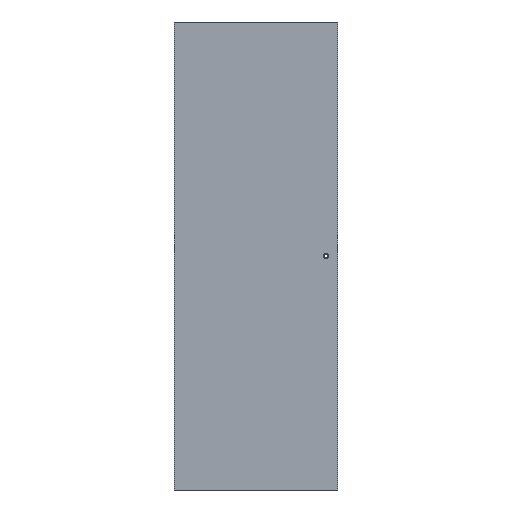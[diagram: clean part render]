
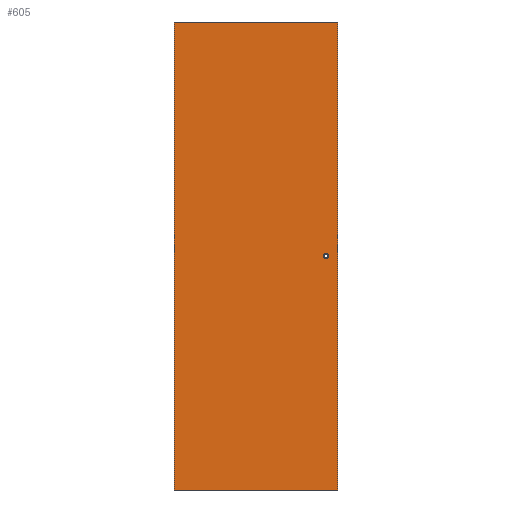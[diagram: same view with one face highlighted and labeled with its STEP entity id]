
A CAD part, left-side view. The second image highlights one B-rep face of the part: STEP entity #605.
In plain terms, the highlighted planar face has unit normal (-1, 0, 0).
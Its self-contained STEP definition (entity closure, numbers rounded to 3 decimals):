
#23 = EDGE_CURVE ( 'NONE', #635, #615, #1635, .T. ) ;
#29 = EDGE_CURVE ( 'NONE', #1118, #1118, #840, .T. ) ;
#30 = EDGE_CURVE ( 'NONE', #615, #619, #843, .T. ) ;
#31 = EDGE_CURVE ( 'NONE', #616, #619, #842, .T. ) ;
#32 = EDGE_CURVE ( 'NONE', #635, #616, #833, .T. ) ;
#181 = CARTESIAN_POINT ( 'NONE',  ( 0., 210., 1. ) ) ;
#187 = PLANE ( 'NONE',  #1129 ) ;
#192 = DIRECTION ( 'NONE',  ( 1., 0., 0. ) ) ;
#193 = DIRECTION ( 'NONE',  ( 0., 1., 0. ) ) ;
#206 = CARTESIAN_POINT ( 'NONE',  ( 0., 0., 1. ) ) ;
#214 = CARTESIAN_POINT ( 'NONE',  ( 0., 210., -599. ) ) ;
#216 = CARTESIAN_POINT ( 'NONE',  ( 0., 0., -599. ) ) ;
#232 = CARTESIAN_POINT ( 'NONE',  ( 0., 210., 1. ) ) ;
#417 = DIRECTION ( 'NONE',  ( 0., 0., -1. ) ) ;
#424 = CARTESIAN_POINT ( 'NONE',  ( 0., 210., 1. ) ) ;
#427 = CARTESIAN_POINT ( 'NONE',  ( 0., 210., -599. ) ) ;
#429 = CARTESIAN_POINT ( 'NONE',  ( 0., 0., 1. ) ) ;
#436 = CARTESIAN_POINT ( 'NONE',  ( 0., 15., -299. ) ) ;
#437 = DIRECTION ( 'NONE',  ( -1., 0., 0. ) ) ;
#438 = DIRECTION ( 'NONE',  ( 0., -1., 0. ) ) ;
#439 = DIRECTION ( 'NONE',  ( 0., -1., 0. ) ) ;
#440 = CARTESIAN_POINT ( 'NONE',  ( 0., 210., 1. ) ) ;
#442 = DIRECTION ( 'NONE',  ( 0., 0., -1. ) ) ;
#443 = DIRECTION ( 'NONE',  ( 0., -1., 0. ) ) ;
#605 = ADVANCED_FACE ( 'NONE', ( #1001, #1006 ), #187, .F. ) ;
#615 = VERTEX_POINT ( 'NONE', #214 ) ;
#616 = VERTEX_POINT ( 'NONE', #206 ) ;
#619 = VERTEX_POINT ( 'NONE', #216 ) ;
#635 = VERTEX_POINT ( 'NONE', #232 ) ;
#829 = VECTOR ( 'NONE', #417, 1000. ) ;
#833 = LINE ( 'NONE', #440, #848 ) ;
#840 = CIRCLE ( 'NONE', #1652, 3.5 ) ;
#842 = LINE ( 'NONE', #429, #844 ) ;
#843 = LINE ( 'NONE', #427, #845 ) ;
#844 = VECTOR ( 'NONE', #442, 1000. ) ;
#845 = VECTOR ( 'NONE', #439, 1000. ) ;
#848 = VECTOR ( 'NONE', #443, 1000. ) ;
#1001 = FACE_BOUND ( 'NONE', #1485, .T. ) ;
#1006 = FACE_OUTER_BOUND ( 'NONE', #1563, .T. ) ;
#1118 = VERTEX_POINT ( 'NONE', #1268 ) ;
#1129 = AXIS2_PLACEMENT_3D ( 'NONE', #181, #192, #193 ) ;
#1268 = CARTESIAN_POINT ( 'NONE',  ( 0., 11.5, -299. ) ) ;
#1359 = ORIENTED_EDGE ( 'NONE', *, *, #32, .F. ) ;
#1360 = ORIENTED_EDGE ( 'NONE', *, *, #31, .F. ) ;
#1361 = ORIENTED_EDGE ( 'NONE', *, *, #30, .T. ) ;
#1362 = ORIENTED_EDGE ( 'NONE', *, *, #23, .T. ) ;
#1363 = ORIENTED_EDGE ( 'NONE', *, *, #29, .F. ) ;
#1485 = EDGE_LOOP ( 'NONE', ( #1363 ) ) ;
#1563 = EDGE_LOOP ( 'NONE', ( #1362, #1361, #1360, #1359 ) ) ;
#1635 = LINE ( 'NONE', #424, #829 ) ;
#1652 = AXIS2_PLACEMENT_3D ( 'NONE', #436, #437, #438 ) ;
